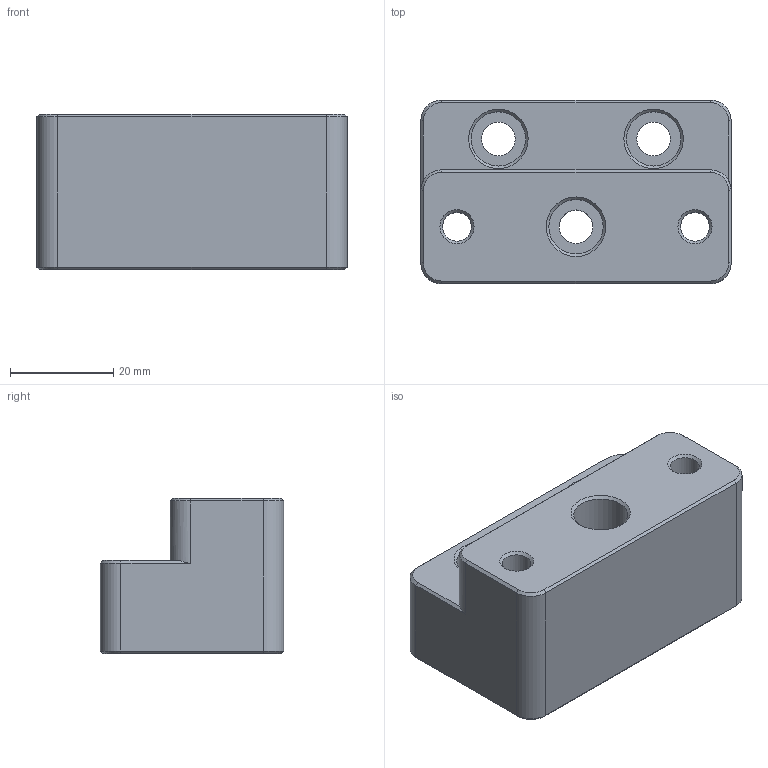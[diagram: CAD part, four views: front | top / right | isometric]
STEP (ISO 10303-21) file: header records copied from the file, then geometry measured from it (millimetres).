
FILE_DESCRIPTION(/* description */ (''),/* implementation_level */ '2;1');
FILE_NAME(/* name */ 'BF12 Riser.step',/* time_stamp */ '2024-04-15T14:43:05-07:00',/* author */ (''),/* organization */ (''),/* preprocessor_version */ 'ST-DEVELOPER v20',/* originating_system */ 'Autodesk Translation Framework v12.20.1.177',/* authorisation */ '');
FILE_SCHEMA (('AUTOMOTIVE_DESIGN { 1 0 10303 214 3 1 1 }'));
Length unit declared in the file: millimetre
Products named in the file (1): BF12 Riser
Bounding box: 60 x 35.5 x 30 mm (x, y, z)
Volume: 48894.9 mm3; surface area: 11611 mm2
Topology: 1 solids, 1 shells, 56 faces, 123 edges, 72 vertices
Faces by surface type: plane 22, cone 20, cylinder 14
Full cylindrical faces by diameter (mm): 5.6 x2, 6.5 x3, 10.5 x3
Entity records: 1570 total; most frequent: DIRECTION 287, CARTESIAN_POINT 252, ORIENTED_EDGE 246, EDGE_CURVE 123, AXIS2_PLACEMENT_3D 107, LINE 73, VECTOR 73, VERTEX_POINT 72
